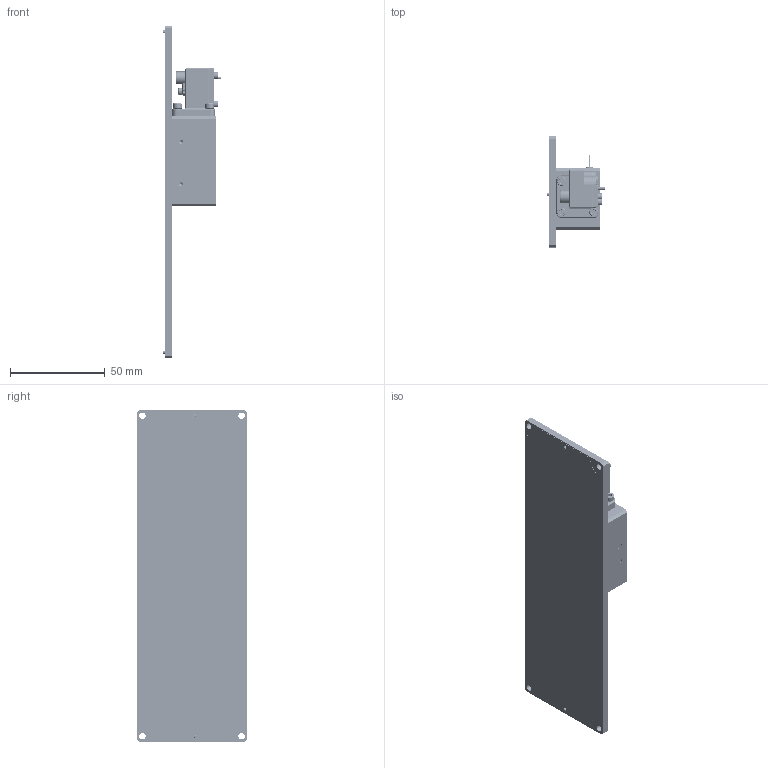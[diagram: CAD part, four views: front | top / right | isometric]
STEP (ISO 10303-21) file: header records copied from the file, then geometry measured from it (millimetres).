
FILE_DESCRIPTION (( 'STEP AP203' ), '1' );
FILE_NAME ('SSS-24307-22M-S1.STEP', '2019-07-08T23:14:39', ( '' ), ( '' ), 'SwSTEP 2.0', 'SolidWorks 2016', '' );
FILE_SCHEMA (( 'CONFIG_CONTROL_DESIGN' ));
Products named in the file (1): SSS-24307-22M-S1
Bounding box: 31.05 x 58.42 x 175.26 mm (x, y, z)
Volume: 80421.3 mm3; surface area: 66354 mm2
Topology: 48 solids, 52 shells, 3744 faces, 9998 edges, 6510 vertices
Faces by surface type: cylinder 1758, plane 993, bspline 602, cone 368, torus 19, sphere 4
Entity records: 174958 total; most frequent: CARTESIAN_POINT 93467, ORIENTED_EDGE 19924, DIRECTION 13270, EDGE_CURVE 9962, VERTEX_POINT 6510, VECTOR 4462, LINE 4462, AXIS2_PLACEMENT_3D 4404
